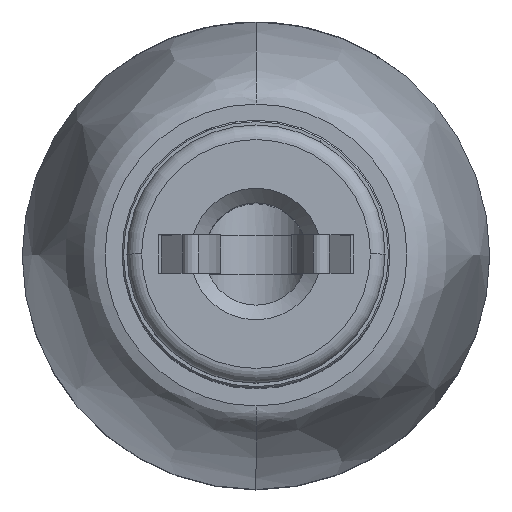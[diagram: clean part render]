
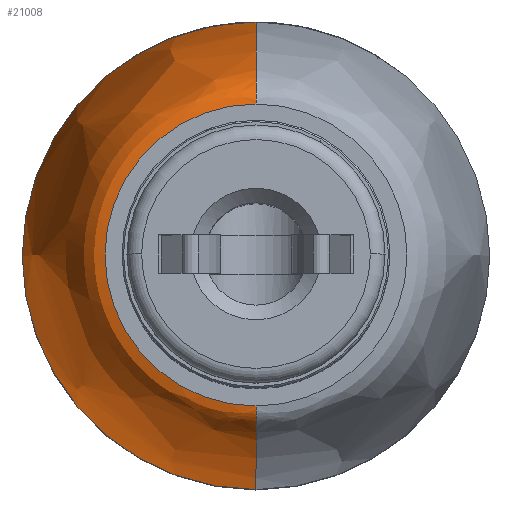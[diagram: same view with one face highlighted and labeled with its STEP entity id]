
A CAD part, top view. The second image highlights one B-rep face of the part: STEP entity #21008.
In plain terms, the highlighted free-form (B-spline) face has degree [3, 3] with [6, 4] control points.
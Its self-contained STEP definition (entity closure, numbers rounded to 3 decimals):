
#449 = CARTESIAN_POINT ( 'NONE',  ( 13.822, -4.8, -9.6 ) ) ;
#521 = DIRECTION ( 'NONE',  ( 0., 0., 1. ) ) ;
#920 = CARTESIAN_POINT ( 'NONE',  ( 13.822, 4.8, -9.6 ) ) ;
#1010 = CARTESIAN_POINT ( 'NONE',  ( 10.153, -4.759, 0. ) ) ;
#1331 = DIRECTION ( 'NONE',  ( -1., 0., 0. ) ) ;
#1710 = ORIENTED_EDGE ( 'NONE', *, *, #9604, .T. ) ;
#2245 = CARTESIAN_POINT ( 'NONE',  ( 4.822, 0., 0. ) ) ;
#3074 = CARTESIAN_POINT ( 'NONE',  ( 10.153, 4.759, 0. ) ) ;
#3429 = CARTESIAN_POINT ( 'NONE',  ( 10.153, -4.759, -9.518 ) ) ;
#3553 = CARTESIAN_POINT ( 'NONE',  ( 4.822, -3.1, 0. ) ) ;
#3574 = CARTESIAN_POINT ( 'NONE',  ( 10.153, 4.759, 0. ) ) ;
#3706 = AXIS2_PLACEMENT_3D ( 'NONE', #20901, #1331, #4121 ) ;
#4020 = CARTESIAN_POINT ( 'NONE',  ( 4.822, -3.1, 0. ) ) ;
#4121 = DIRECTION ( 'NONE',  ( 0., 0., 1. ) ) ;
#5886 = CARTESIAN_POINT ( 'NONE',  ( 4.822, 3.71, -7.421 ) ) ;
#6008 = CARTESIAN_POINT ( 'NONE',  ( 13.398, 4.8, 0. ) ) ;
#6150 = CARTESIAN_POINT ( 'NONE',  ( 4.822, 3.71, 0. ) ) ;
#6253 = CARTESIAN_POINT ( 'NONE',  ( 13.398, -4.8, -9.6 ) ) ;
#7298 = VERTEX_POINT ( 'NONE', #26034 ) ;
#8124 = CARTESIAN_POINT ( 'NONE',  ( 4.822, -3.1, 0. ) ) ;
#8794 = CARTESIAN_POINT ( 'NONE',  ( 6.753, -4.294, 0. ) ) ;
#8919 = CARTESIAN_POINT ( 'NONE',  ( 13.822, -4.8, 0. ) ) ;
#9026 = VERTEX_POINT ( 'NONE', #27790 ) ;
#9228 = CIRCLE ( 'NONE', #23011, 4.8 ) ;
#9489 = CARTESIAN_POINT ( 'NONE',  ( 4.822, -3.71, 0. ) ) ;
#9604 = EDGE_CURVE ( 'NONE', #9026, #12798, #16539, .T. ) ;
#11470 = CARTESIAN_POINT ( 'NONE',  ( 4.822, 3.71, 0. ) ) ;
#11750 = CARTESIAN_POINT ( 'NONE',  ( 4.822, 3.1, 0. ) ) ;
#11829 = CARTESIAN_POINT ( 'NONE',  ( 4.822, -3.71, -7.421 ) ) ;
#12305 = CIRCLE ( 'NONE', #3706, 4.8 ) ;
#12798 = VERTEX_POINT ( 'NONE', #8124 ) ;
#13206 = B_SPLINE_CURVE_WITH_KNOTS ( 'NONE', 3,
 ( #14398, #28614, #3574, #17671, #6150, #17557 ),
 .UNSPECIFIED., .F., .F.,
 ( 4, 1, 1, 4 ),
 ( 0., 0.429, 0.529, 1. ),
 .UNSPECIFIED. ) ;
#14398 = CARTESIAN_POINT ( 'NONE',  ( 13.822, 4.8, 0. ) ) ;
#14623 = CARTESIAN_POINT ( 'NONE',  ( 4.822, 3.1, -6.2 ) ) ;
#14946 = CARTESIAN_POINT ( 'NONE',  ( 13.398, -4.8, 0. ) ) ;
#15398 = EDGE_CURVE ( 'NONE', #28146, #30253, #13206, .T. ) ;
#15518 = AXIS2_PLACEMENT_3D ( 'NONE', #2245, #21679, #30147 ) ;
#16182 = ORIENTED_EDGE ( 'NONE', *, *, #31495, .F. ) ;
#16539 = B_SPLINE_CURVE_WITH_KNOTS ( 'NONE', 3,
 ( #28683, #14946, #1010, #31428, #9489, #4020 ),
 .UNSPECIFIED., .F., .F.,
 ( 4, 1, 1, 4 ),
 ( 0., 0.429, 0.529, 1. ),
 .UNSPECIFIED. ) ;
#17409 = CARTESIAN_POINT ( 'NONE',  ( 13.398, -4.8, 0. ) ) ;
#17557 = CARTESIAN_POINT ( 'NONE',  ( 4.822, 3.1, 0. ) ) ;
#17671 = CARTESIAN_POINT ( 'NONE',  ( 6.753, 4.294, 0. ) ) ;
#18725 = FACE_OUTER_BOUND ( 'NONE', #21602, .T. ) ;
#19509 = ORIENTED_EDGE ( 'NONE', *, *, #19948, .T. ) ;
#19948 = EDGE_CURVE ( 'NONE', #7298, #9026, #9228, .T. ) ;
#20093 = CARTESIAN_POINT ( 'NONE',  ( 13.822, 4.8, 0. ) ) ;
#20225 = CARTESIAN_POINT ( 'NONE',  ( 4.822, 3.1, 0. ) ) ;
#20557 =( BOUNDED_SURFACE ( )  B_SPLINE_SURFACE ( 3, 3, ( 
 ( #20093, #920, #449, #8919 ),
 ( #6008, #25455, #6253, #17409 ),
 ( #3074, #28344, #3429, #22912 ),
 ( #28094, #25684, #28473, #8794 ),
 ( #11470, #5886, #11829, #31222 ),
 ( #20225, #14623, #34006, #3553 ) ),
 .UNSPECIFIED., .F., .F., .F. ) 
 B_SPLINE_SURFACE_WITH_KNOTS ( ( 4, 1, 1, 4 ),
 ( 4, 4 ),
 ( 0., 0.429, 0.529, 1. ),
 ( 0., 1. ),
 .UNSPECIFIED. ) 
 GEOMETRIC_REPRESENTATION_ITEM ( )  RATIONAL_B_SPLINE_SURFACE ( (
 ( 1., 0.333, 0.333, 1.),
 ( 1., 0.333, 0.333, 1.),
 ( 1., 0.333, 0.333, 1.),
 ( 1., 0.333, 0.333, 1.),
 ( 1., 0.333, 0.333, 1.),
 ( 1., 0.333, 0.333, 1.) ) ) 
 REPRESENTATION_ITEM ( '' )  SURFACE ( )  );
#20901 = CARTESIAN_POINT ( 'NONE',  ( 13.822, 0., 0. ) ) ;
#21008 = ADVANCED_FACE ( 'NONE', ( #18725 ), #20557, .F. ) ;
#21602 = EDGE_LOOP ( 'NONE', ( #19509, #1710, #16182, #23081, #26792 ) ) ;
#21679 = DIRECTION ( 'NONE',  ( -1., 0., 0. ) ) ;
#22912 = CARTESIAN_POINT ( 'NONE',  ( 10.153, -4.759, 0. ) ) ;
#23011 = AXIS2_PLACEMENT_3D ( 'NONE', #27932, #30830, #521 ) ;
#23081 = ORIENTED_EDGE ( 'NONE', *, *, #15398, .F. ) ;
#23712 = CIRCLE ( 'NONE', #15518, 3.1 ) ;
#25455 = CARTESIAN_POINT ( 'NONE',  ( 13.398, 4.8, -9.6 ) ) ;
#25684 = CARTESIAN_POINT ( 'NONE',  ( 6.753, 4.294, -8.588 ) ) ;
#26034 = CARTESIAN_POINT ( 'NONE',  ( 13.822, 0., -4.8 ) ) ;
#26792 = ORIENTED_EDGE ( 'NONE', *, *, #32468, .T. ) ;
#27790 = CARTESIAN_POINT ( 'NONE',  ( 13.822, -4.8, 0. ) ) ;
#27932 = CARTESIAN_POINT ( 'NONE',  ( 13.822, 0., 0. ) ) ;
#28094 = CARTESIAN_POINT ( 'NONE',  ( 6.753, 4.294, 0. ) ) ;
#28146 = VERTEX_POINT ( 'NONE', #33639 ) ;
#28344 = CARTESIAN_POINT ( 'NONE',  ( 10.153, 4.759, -9.518 ) ) ;
#28473 = CARTESIAN_POINT ( 'NONE',  ( 6.753, -4.294, -8.588 ) ) ;
#28614 = CARTESIAN_POINT ( 'NONE',  ( 13.398, 4.8, 0. ) ) ;
#28683 = CARTESIAN_POINT ( 'NONE',  ( 13.822, -4.8, 0. ) ) ;
#30147 = DIRECTION ( 'NONE',  ( 0., 0., 1. ) ) ;
#30253 = VERTEX_POINT ( 'NONE', #11750 ) ;
#30830 = DIRECTION ( 'NONE',  ( -1., 0., 0. ) ) ;
#31222 = CARTESIAN_POINT ( 'NONE',  ( 4.822, -3.71, 0. ) ) ;
#31428 = CARTESIAN_POINT ( 'NONE',  ( 6.753, -4.294, 0. ) ) ;
#31495 = EDGE_CURVE ( 'NONE', #30253, #12798, #23712, .T. ) ;
#32468 = EDGE_CURVE ( 'NONE', #28146, #7298, #12305, .T. ) ;
#33639 = CARTESIAN_POINT ( 'NONE',  ( 13.822, 4.8, 0. ) ) ;
#34006 = CARTESIAN_POINT ( 'NONE',  ( 4.822, -3.1, -6.2 ) ) ;
